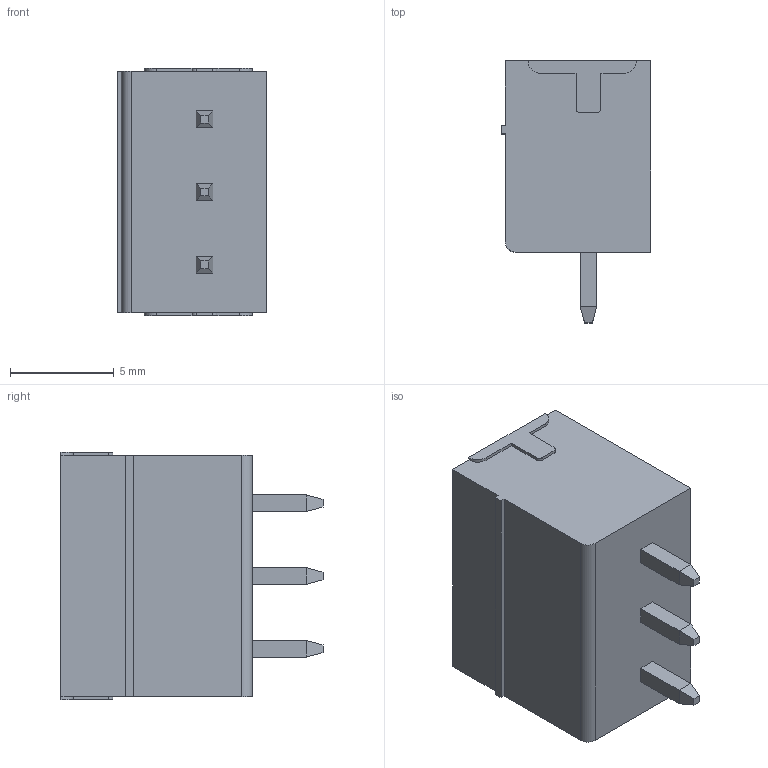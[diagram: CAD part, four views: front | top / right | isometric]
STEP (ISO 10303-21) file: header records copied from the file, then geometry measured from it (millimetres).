
FILE_DESCRIPTION((''),'2;1');
FILE_NAME('11878.1_STL_1550_3_3_50_V_G.stp','','');
FILE_SCHEMA(('AUTOMOTIVE_DESIGN { 1 0 10303 214 1 1 1 1 }'));
Length unit declared in the file: millimetre
Products named in the file (1): 11878.1_STL_1550_3_3_50_V_G
Bounding box: 7.2 x 12.6 x 11.9 mm (x, y, z)
Volume: 430.8 mm3; surface area: 1037 mm2
Topology: 1 solids, 1 shells, 167 faces, 434 edges, 279 vertices
Faces by surface type: plane 132, cylinder 26, cone 6, torus 3
Entity records: 5037 total; most frequent: CARTESIAN_POINT 887, ORIENTED_EDGE 856, DIRECTION 832, EDGE_CURVE 428, VECTOR 348, LINE 348, VERTEX_POINT 279, AXIS2_PLACEMENT_3D 242
